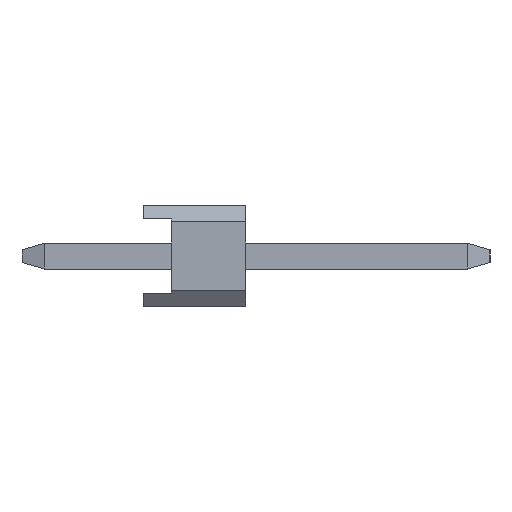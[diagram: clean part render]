
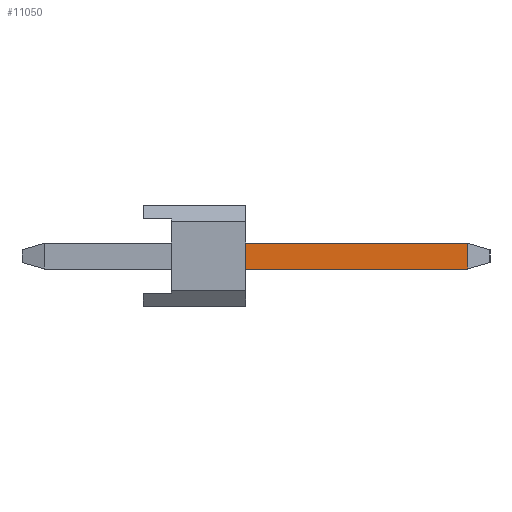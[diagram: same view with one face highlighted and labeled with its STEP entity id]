
A CAD part, left-side view. The second image highlights one B-rep face of the part: STEP entity #11050.
In plain terms, the highlighted planar face has unit normal (-1, 0, 0).
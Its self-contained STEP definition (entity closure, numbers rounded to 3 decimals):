
#8506=EDGE_CURVE('',#13764,#16216,#21058,.T.);
#11050=ADVANCED_FACE('',(#23860),#23861,.T.);
#11280=VERTEX_POINT('',#24109);
#13744=EDGE_CURVE('',#16216,#11280,#26806,.T.);
#13764=VERTEX_POINT('',#26827);
#15150=EDGE_CURVE('',#11280,#17522,#28391,.T.);
#16140=EDGE_CURVE('',#17522,#13764,#29472,.T.);
#16216=VERTEX_POINT('',#29557);
#17522=VERTEX_POINT('',#31022);
#21058=LINE('',#35792,#35793);
#23860=FACE_OUTER_BOUND('',#39853,.T.);
#23861=PLANE('',#39854);
#24109=CARTESIAN_POINT('',(-49.85,-2.54,0.32));
#26806=LINE('',#44092,#44093);
#26827=CARTESIAN_POINT('',(-49.85,-8.054,-0.32));
#28391=LINE('',#46387,#46388);
#29472=LINE('',#47948,#47949);
#29557=CARTESIAN_POINT('',(-49.85,-2.54,-0.32));
#31022=CARTESIAN_POINT('',(-49.85,-8.054,0.32));
#35792=CARTESIAN_POINT('',(-49.85,2.454,-0.32));
#35793=VECTOR('',#54247,1.0);
#39853=EDGE_LOOP('',(#57022,#57023,#57024,#57025));
#39854=AXIS2_PLACEMENT_3D('',#57026,#57027,#57028);
#44092=CARTESIAN_POINT('',(-49.85,-2.54,0.252));
#44093=VECTOR('',#59751,1.0);
#46387=CARTESIAN_POINT('',(-49.85,-2.8,0.32));
#46388=VECTOR('',#61724,1.0);
#47948=CARTESIAN_POINT('',(-49.85,-8.054,0.5));
#47949=VECTOR('',#62712,1.0);
#54247=DIRECTION('',(0.,1.0,0.));
#57022=ORIENTED_EDGE('',*,*,#13744,.F.);
#57023=ORIENTED_EDGE('',*,*,#8506,.F.);
#57024=ORIENTED_EDGE('',*,*,#16140,.F.);
#57025=ORIENTED_EDGE('',*,*,#15150,.F.);
#57026=CARTESIAN_POINT('',(-49.85,2.454,0.5));
#57027=DIRECTION('',(-1.0,0.,0.));
#57028=DIRECTION('',(0.,1.0,0.));
#59751=DIRECTION('',(0.,0.,1.0));
#61724=DIRECTION('',(0.,-1.0,0.));
#62712=DIRECTION('',(0.0,0.,-1.0));
